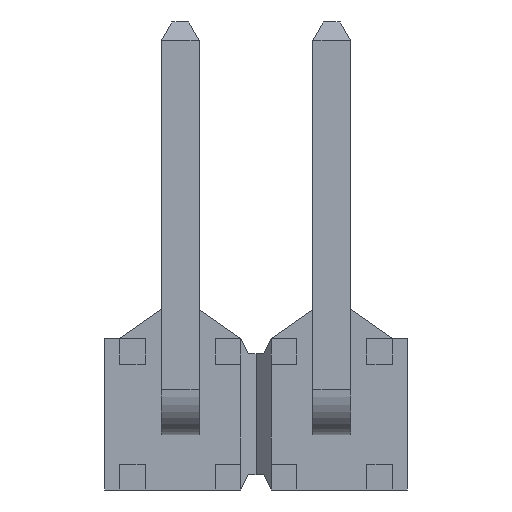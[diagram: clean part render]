
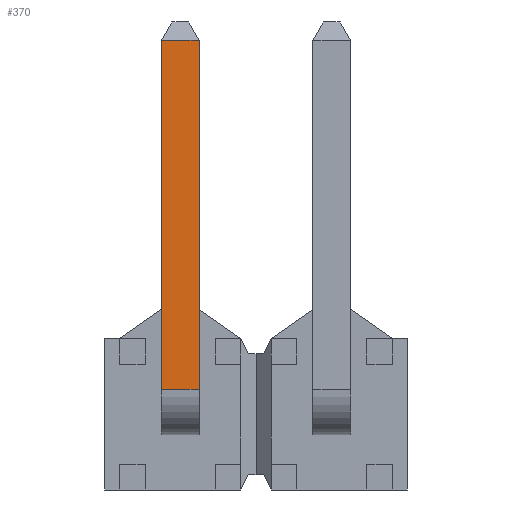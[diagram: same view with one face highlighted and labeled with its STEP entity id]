
A CAD part, front view. The second image highlights one B-rep face of the part: STEP entity #370.
In plain terms, the highlighted planar face has unit normal (0, -1, 0).
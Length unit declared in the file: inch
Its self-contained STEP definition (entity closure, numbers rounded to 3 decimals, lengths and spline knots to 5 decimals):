
#370 = ADVANCED_FACE( '', ( #743 ), #744, .F. );
#743 = FACE_OUTER_BOUND( '', #1119, .T. );
#744 = PLANE( '', #1120 );
#1119 = EDGE_LOOP( '', ( #2055, #2056, #2057, #2058 ) );
#1120 = AXIS2_PLACEMENT_3D( '', #2059, #2060, #2061 );
#2055 = ORIENTED_EDGE( '', *, *, #2554, .F. );
#2056 = ORIENTED_EDGE( '', *, *, #2533, .T. );
#2057 = ORIENTED_EDGE( '', *, *, #2445, .T. );
#2058 = ORIENTED_EDGE( '', *, *, #2574, .F. );
#2059 = CARTESIAN_POINT( '', ( 0.0625, -0.0125, 0.248 ) );
#2060 = DIRECTION( '', ( 0., 1., 0. ) );
#2061 = DIRECTION( '', ( 0., 0., 1. ) );
#2445 = EDGE_CURVE( '', #2982, #2991, #2993, .T. );
#2533 = EDGE_CURVE( '', #3052, #2982, #3116, .T. );
#2554 = EDGE_CURVE( '', #3052, #3142, #3143, .T. );
#2574 = EDGE_CURVE( '', #3142, #2991, #3168, .T. );
#2982 = VERTEX_POINT( '', #3732 );
#2991 = VERTEX_POINT( '', #3745 );
#2993 = LINE( '', #3747, #3748 );
#3052 = VERTEX_POINT( '', #3837 );
#3116 = LINE( '', #3936, #3937 );
#3142 = VERTEX_POINT( '', #3977 );
#3143 = LINE( '', #3978, #3979 );
#3168 = LINE( '', #4014, #4015 );
#3732 = CARTESIAN_POINT( '', ( -0.0625, -0.0125, 0.248 ) );
#3745 = CARTESIAN_POINT( '', ( -0.0625, -0.0125, 0.0175 ) );
#3747 = CARTESIAN_POINT( '', ( -0.0625, -0.0125, 0.248 ) );
#3748 = VECTOR( '', #4340, 39.37008 );
#3837 = CARTESIAN_POINT( '', ( -0.0375, -0.0125, 0.248 ) );
#3936 = CARTESIAN_POINT( '', ( 0.0625, -0.0125, 0.248 ) );
#3937 = VECTOR( '', #4409, 39.37008 );
#3977 = CARTESIAN_POINT( '', ( -0.0375, -0.0125, 0.0175 ) );
#3978 = CARTESIAN_POINT( '', ( -0.0375, -0.0125, 0.248 ) );
#3979 = VECTOR( '', #4424, 39.37008 );
#4014 = CARTESIAN_POINT( '', ( 0.0625, -0.0125, 0.0175 ) );
#4015 = VECTOR( '', #4441, 39.37008 );
#4340 = DIRECTION( '', ( 0., 0., -1. ) );
#4409 = DIRECTION( '', ( -1., 0., 0. ) );
#4424 = DIRECTION( '', ( 0., 0., -1. ) );
#4441 = DIRECTION( '', ( -1., 0., 0. ) );
